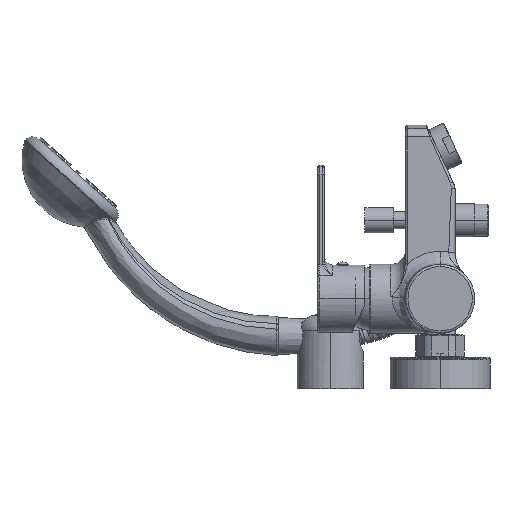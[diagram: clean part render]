
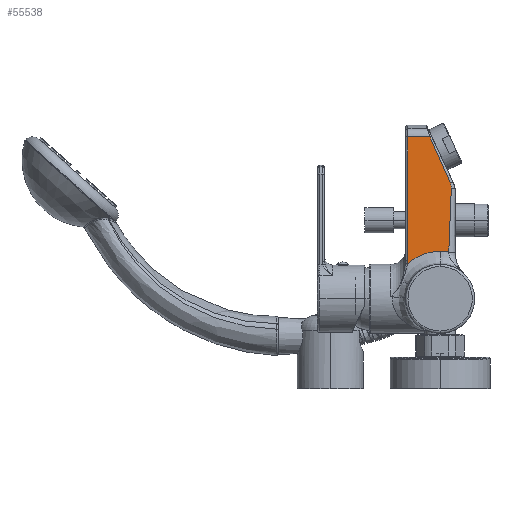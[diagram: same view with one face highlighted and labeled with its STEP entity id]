
A CAD part, left-side view. The second image highlights one B-rep face of the part: STEP entity #55538.
In plain terms, the highlighted planar face has unit normal (-1, 0, 0.027).
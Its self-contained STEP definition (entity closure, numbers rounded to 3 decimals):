
#4668=CARTESIAN_POINT('',(-20.082,-7.128,
70.319));
#4669=CARTESIAN_POINT('',(-20.114,-7.084,
69.156));
#4670=CARTESIAN_POINT('',(-20.177,-6.995,
66.829));
#4671=CARTESIAN_POINT('',(-20.273,-6.858,
63.327));
#4672=CARTESIAN_POINT('',(-20.368,-6.718,
59.827));
#4673=CARTESIAN_POINT('',(-20.463,-6.577,
56.341));
#4674=CARTESIAN_POINT('',(-20.558,-6.435,
52.863));
#4675=CARTESIAN_POINT('',(-20.654,-6.291,
49.35));
#4676=CARTESIAN_POINT('',(-20.752,-6.143,
45.761));
#4677=CARTESIAN_POINT('',(-20.853,-5.992,
42.055));
#4678=CARTESIAN_POINT('',(-20.958,-5.835,
38.189));
#4679=CARTESIAN_POINT('',(-21.069,-5.673,
34.134));
#4680=CARTESIAN_POINT('',(-21.148,-5.56,
31.25));
#4681=CARTESIAN_POINT('',(-21.188,-5.503,
29.768));
#4683=CARTESIAN_POINT('',(-21.174,0.,30.268));
#4684=CARTESIAN_POINT('',(-21.174,-0.239,
30.268));
#4685=CARTESIAN_POINT('',(-21.175,-0.713,
30.263));
#4686=CARTESIAN_POINT('',(-21.175,-1.413,
30.238));
#4687=CARTESIAN_POINT('',(-21.176,-2.105,
30.198));
#4688=CARTESIAN_POINT('',(-21.178,-2.791,
30.143));
#4689=CARTESIAN_POINT('',(-21.18,-3.473,
30.073));
#4690=CARTESIAN_POINT('',(-21.182,-4.151,
29.987));
#4691=CARTESIAN_POINT('',(-21.185,-4.828,
29.886));
#4692=CARTESIAN_POINT('',(-21.187,-5.278,
29.809));
#4693=CARTESIAN_POINT('',(-21.188,-5.503,
29.768));
#4695=CARTESIAN_POINT('',(-21.394,20.632,22.231));
#4696=CARTESIAN_POINT('',(-21.387,20.391,22.453));
#4697=CARTESIAN_POINT('',(-21.376,19.901,22.888));
#4698=CARTESIAN_POINT('',(-21.358,19.144,23.518));
#4699=CARTESIAN_POINT('',(-21.342,18.367,24.124));
#4700=CARTESIAN_POINT('',(-21.326,17.57,24.705));
#4701=CARTESIAN_POINT('',(-21.311,16.755,25.261));
#4702=CARTESIAN_POINT('',(-21.297,15.921,25.789));
#4703=CARTESIAN_POINT('',(-21.283,15.072,26.29));
#4704=CARTESIAN_POINT('',(-21.27,14.207,26.763));
#4705=CARTESIAN_POINT('',(-21.258,13.327,27.208));
#4706=CARTESIAN_POINT('',(-21.246,12.433,27.625));
#4707=CARTESIAN_POINT('',(-21.236,11.526,28.012));
#4708=CARTESIAN_POINT('',(-21.226,10.607,28.37));
#4709=CARTESIAN_POINT('',(-21.217,9.677,28.698));
#4710=CARTESIAN_POINT('',(-21.209,8.737,28.996));
#4711=CARTESIAN_POINT('',(-21.202,7.788,29.263));
#4712=CARTESIAN_POINT('',(-21.195,6.831,29.499));
#4713=CARTESIAN_POINT('',(-21.19,5.866,29.704));
#4714=CARTESIAN_POINT('',(-21.185,4.896,29.878));
#4715=CARTESIAN_POINT('',(-21.181,3.921,30.021));
#4716=CARTESIAN_POINT('',(-21.178,2.942,30.131));
#4717=CARTESIAN_POINT('',(-21.176,1.961,30.21));
#4718=CARTESIAN_POINT('',(-21.175,0.98,
30.258));
#4719=CARTESIAN_POINT('',(-21.174,0.327,
30.268));
#4720=CARTESIAN_POINT('',(-21.174,0.,
30.268));
#4722=CARTESIAN_POINT('',(-21.394,20.632,22.231));
#4723=CARTESIAN_POINT('',(-21.388,20.61,22.425));
#4724=CARTESIAN_POINT('',(-21.378,20.571,22.811));
#4725=CARTESIAN_POINT('',(-21.362,20.53,23.385));
#4726=CARTESIAN_POINT('',(-21.347,20.505,23.953));
#4727=CARTESIAN_POINT('',(-21.336,20.5,24.328));
#4728=CARTESIAN_POINT('',(-21.331,20.5,24.514));
#4730=DIRECTION('',(0.027,0.,1.));
#4731=VECTOR('',#4730,78.531);
#4732=CARTESIAN_POINT('',(-21.331,20.5,24.514));
#4733=LINE('',#4732,#4731);
#4734=DIRECTION('',(0.,1.,0.));
#4735=VECTOR('',#4734,14.037);
#4736=CARTESIAN_POINT('',(-19.191,6.463,103.016));
#4737=LINE('',#4736,#4735);
#4738=CARTESIAN_POINT('',(-19.191,6.463,103.016));
#4739=CARTESIAN_POINT('',(-19.273,5.107,100.));
#4740=CARTESIAN_POINT('',(-19.429,2.524,94.271));
#4741=CARTESIAN_POINT('',(-19.639,-0.916,
86.592));
#4742=CARTESIAN_POINT('',(-19.825,-3.932,
79.749));
#4743=CARTESIAN_POINT('',(-19.936,-5.678,
75.698));
#4744=CARTESIAN_POINT('',(-19.987,-6.484,
73.805));
#4746=CARTESIAN_POINT('',(-19.987,-6.484,
73.805));
#4747=CARTESIAN_POINT('',(-19.99,-6.531,
73.696));
#4748=CARTESIAN_POINT('',(-19.996,-6.62,
73.475));
#4749=CARTESIAN_POINT('',(-20.005,-6.738,
73.137));
#4750=CARTESIAN_POINT('',(-20.015,-6.841,
72.795));
#4751=CARTESIAN_POINT('',(-20.024,-6.929,
72.448));
#4752=CARTESIAN_POINT('',(-20.034,-7.001,
72.098));
#4753=CARTESIAN_POINT('',(-20.043,-7.059,
71.745));
#4754=CARTESIAN_POINT('',(-20.053,-7.1,
71.39));
#4755=CARTESIAN_POINT('',(-20.063,-7.126,
71.033));
#4756=CARTESIAN_POINT('',(-20.073,-7.136,
70.676));
#4757=CARTESIAN_POINT('',(-20.079,-7.132,
70.438));
#4758=CARTESIAN_POINT('',(-20.082,-7.128,
70.319));
#4760=CARTESIAN_POINT('',(-21.188,-5.503,
29.768));
#42406=CARTESIAN_POINT('',(-21.174,0.,
30.268));
#42407=VERTEX_POINT('',#42406);
#42434=CARTESIAN_POINT('',(-19.191,20.5,103.016));
#42435=VERTEX_POINT('',#42434);
#42438=CARTESIAN_POINT('',(-21.331,20.5,24.514));
#42439=VERTEX_POINT('',#42438);
#42441=VERTEX_POINT('',#4722);
#42490=VERTEX_POINT('',#4760);
#42494=VERTEX_POINT('',#4668);
#42495=VERTEX_POINT('',#4746);
#42496=VERTEX_POINT('',#4738);
#55519=CARTESIAN_POINT('',(-19.,21.5,110.014));
#55520=DIRECTION('',(-1.,0.,0.027));
#55521=DIRECTION('',(0.,-1.,0.));
#55522=AXIS2_PLACEMENT_3D('',#55519,#55520,#55521);
#55523=PLANE('',#55522);
#55524=ORIENTED_EDGE('',*,*,#55302,.T.);
#55526=ORIENTED_EDGE('',*,*,#55525,.F.);
#55528=ORIENTED_EDGE('',*,*,#55527,.F.);
#55530=ORIENTED_EDGE('',*,*,#55529,.T.);
#55532=ORIENTED_EDGE('',*,*,#55531,.T.);
#55533=ORIENTED_EDGE('',*,*,#55499,.F.);
#55534=ORIENTED_EDGE('',*,*,#55176,.T.);
#55535=ORIENTED_EDGE('',*,*,#55247,.T.);
#55536=EDGE_LOOP('',(#55524,#55526,#55528,#55530,#55532,#55533,#55534,#55535));
#55537=FACE_OUTER_BOUND('',#55536,.F.);
#55538=ADVANCED_FACE('',(#55537),#55523,.T.);
#4682=B_SPLINE_CURVE_WITH_KNOTS('',3,(#4668,#4669,#4670,#4671,#4672,#4673,#4674,
#4675,#4676,#4677,#4678,#4679,#4680,#4681),.UNSPECIFIED.,.F.,.F.,(4,1,1,1,1,1,1,
1,1,1,1,4),(0.,0.091,0.182,0.273,
0.364,0.455,0.545,0.636,
0.727,0.818,0.909,1.),.UNSPECIFIED.);
#4694=B_SPLINE_CURVE_WITH_KNOTS('',3,(#4683,#4684,#4685,#4686,#4687,#4688,#4689,
#4690,#4691,#4692,#4693),.UNSPECIFIED.,.F.,.F.,(4,1,1,1,1,1,1,1,4),(0.,
0.125,0.25,0.375,0.5,0.625,0.75,0.875,1.),.UNSPECIFIED.);
#4721=B_SPLINE_CURVE_WITH_KNOTS('',3,(#4695,#4696,#4697,#4698,#4699,#4700,#4701,
#4702,#4703,#4704,#4705,#4706,#4707,#4708,#4709,#4710,#4711,#4712,#4713,#4714,
#4715,#4716,#4717,#4718,#4719,#4720),.UNSPECIFIED.,.F.,.F.,(4,1,1,1,1,1,1,1,1,1,
1,1,1,1,1,1,1,1,1,1,1,1,1,4),(0.,0.043,0.087,
0.13,0.174,0.217,0.261,
0.304,0.348,0.391,0.435,
0.478,0.522,0.565,0.609,
0.652,0.696,0.739,0.783,
0.826,0.87,0.913,0.957,1.),
.UNSPECIFIED.);
#4729=B_SPLINE_CURVE_WITH_KNOTS('',3,(#4722,#4723,#4724,#4725,#4726,#4727,
#4728),.UNSPECIFIED.,.F.,.F.,(4,1,1,1,4),(0.,0.25,0.5,0.75,1.),
.UNSPECIFIED.);
#4745=B_SPLINE_CURVE_WITH_KNOTS('',3,(#4738,#4739,#4740,#4741,#4742,#4743,
#4744),.UNSPECIFIED.,.F.,.F.,(4,1,1,1,4),(0.,0.25,0.5,0.75,1.),
.UNSPECIFIED.);
#4759=B_SPLINE_CURVE_WITH_KNOTS('',3,(#4746,#4747,#4748,#4749,#4750,#4751,#4752,
#4753,#4754,#4755,#4756,#4757,#4758),.UNSPECIFIED.,.F.,.F.,(4,1,1,1,1,1,1,1,1,1,
4),(0.,0.1,0.2,0.3,0.4,0.5,0.6,0.7,0.8,0.9,1.),
.UNSPECIFIED.);
#55176=EDGE_CURVE('',#42496,#42495,#4745,.T.);
#55247=EDGE_CURVE('',#42495,#42494,#4759,.T.);
#55302=EDGE_CURVE('',#42494,#42490,#4682,.T.);
#55499=EDGE_CURVE('',#42496,#42435,#4737,.T.);
#55525=EDGE_CURVE('',#42407,#42490,#4694,.T.);
#55527=EDGE_CURVE('',#42441,#42407,#4721,.T.);
#55529=EDGE_CURVE('',#42441,#42439,#4729,.T.);
#55531=EDGE_CURVE('',#42439,#42435,#4733,.T.);
